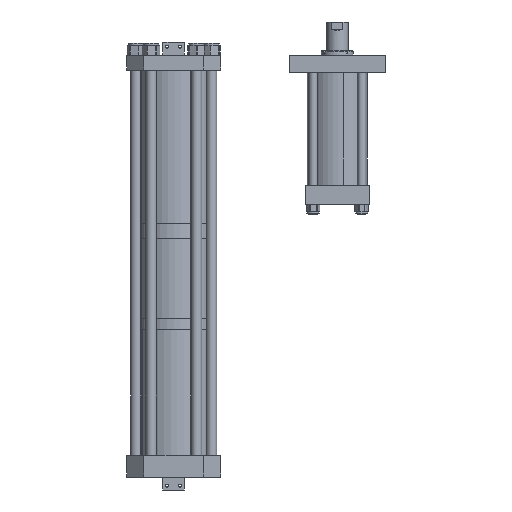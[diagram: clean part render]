
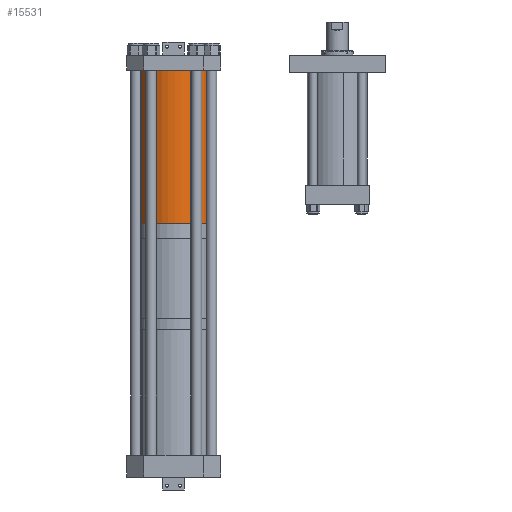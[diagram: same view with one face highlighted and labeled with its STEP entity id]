
A CAD part, front view. The second image highlights one B-rep face of the part: STEP entity #15531.
In plain terms, the highlighted cylindrical face has radius 114.3 mm (diameter 228.6 mm), a partial arc.
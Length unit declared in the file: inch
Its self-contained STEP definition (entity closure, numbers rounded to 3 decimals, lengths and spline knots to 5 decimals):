
#99 = ORIENTED_EDGE ( 'NONE', *, *, #12299, .T. ) ;
#808 = CARTESIAN_POINT ( 'NONE',  ( 0., 0., 0. ) ) ;
#1149 = CARTESIAN_POINT ( 'NONE',  ( -4.5, 0., 17.879 ) ) ;
#1446 = AXIS2_PLACEMENT_3D ( 'NONE', #808, #8956, #13078 ) ;
#2823 = AXIS2_PLACEMENT_3D ( 'NONE', #6834, #4266, #16485 ) ;
#2944 = ORIENTED_EDGE ( 'NONE', *, *, #6682, .F. ) ;
#2963 = CARTESIAN_POINT ( 'NONE',  ( -4.5, 0., 0. ) ) ;
#3075 = EDGE_CURVE ( 'NONE', #16523, #8287, #5587, .T. ) ;
#3130 = LINE ( 'NONE', #10567, #7408 ) ;
#3206 = CARTESIAN_POINT ( 'NONE',  ( -4.5, 0., 17.879 ) ) ;
#4266 = DIRECTION ( 'NONE',  ( 0., 0., 1. ) ) ;
#4317 = DIRECTION ( 'NONE',  ( 0., 0., -1. ) ) ;
#4858 = CIRCLE ( 'NONE', #1446, 4.5 ) ;
#5321 = VERTEX_POINT ( 'NONE', #7816 ) ;
#5587 = LINE ( 'NONE', #3206, #6457 ) ;
#6457 = VECTOR ( 'NONE', #8699, 39.37008 ) ;
#6682 = EDGE_CURVE ( 'NONE', #5321, #8908, #3130, .T. ) ;
#6834 = CARTESIAN_POINT ( 'NONE',  ( 0., 0., 17.879 ) ) ;
#7330 = CYLINDRICAL_SURFACE ( 'NONE', #12481, 4.5 ) ;
#7408 = VECTOR ( 'NONE', #11816, 39.37008 ) ;
#7752 = FACE_OUTER_BOUND ( 'NONE', #16032, .T. ) ;
#7816 = CARTESIAN_POINT ( 'NONE',  ( 4.5, 0., 17.879 ) ) ;
#8287 = VERTEX_POINT ( 'NONE', #2963 ) ;
#8699 = DIRECTION ( 'NONE',  ( 0., 0., -1. ) ) ;
#8908 = VERTEX_POINT ( 'NONE', #10085 ) ;
#8956 = DIRECTION ( 'NONE',  ( 0., 0., 1. ) ) ;
#10085 = CARTESIAN_POINT ( 'NONE',  ( 4.5, 0., 0. ) ) ;
#10493 = ORIENTED_EDGE ( 'NONE', *, *, #11243, .F. ) ;
#10567 = CARTESIAN_POINT ( 'NONE',  ( 4.5, 0., 17.879 ) ) ;
#10880 = CIRCLE ( 'NONE', #2823, 4.5 ) ;
#11243 = EDGE_CURVE ( 'NONE', #16523, #5321, #10880, .T. ) ;
#11280 = CARTESIAN_POINT ( 'NONE',  ( 0., 0., 17.879 ) ) ;
#11816 = DIRECTION ( 'NONE',  ( 0., 0., -1. ) ) ;
#12299 = EDGE_CURVE ( 'NONE', #8287, #8908, #4858, .T. ) ;
#12481 = AXIS2_PLACEMENT_3D ( 'NONE', #11280, #4317, #12728 ) ;
#12728 = DIRECTION ( 'NONE',  ( -1., 0., 0. ) ) ;
#13078 = DIRECTION ( 'NONE',  ( 1., 0., 0. ) ) ;
#15531 = ADVANCED_FACE ( 'NONE', ( #7752 ), #7330, .T. ) ;
#15634 = ORIENTED_EDGE ( 'NONE', *, *, #3075, .T. ) ;
#16032 = EDGE_LOOP ( 'NONE', ( #2944, #10493, #15634, #99 ) ) ;
#16485 = DIRECTION ( 'NONE',  ( 1., 0., 0. ) ) ;
#16523 = VERTEX_POINT ( 'NONE', #1149 ) ;
